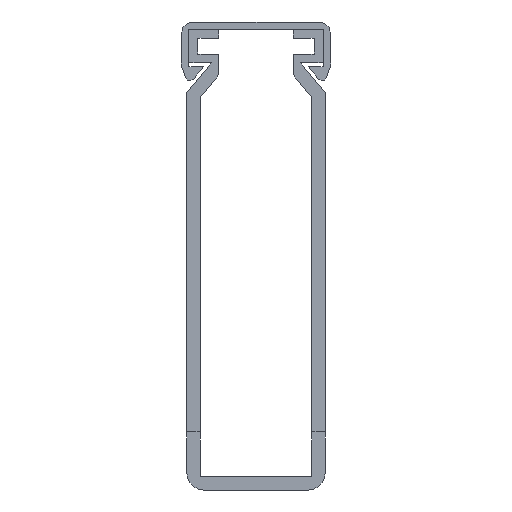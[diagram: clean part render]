
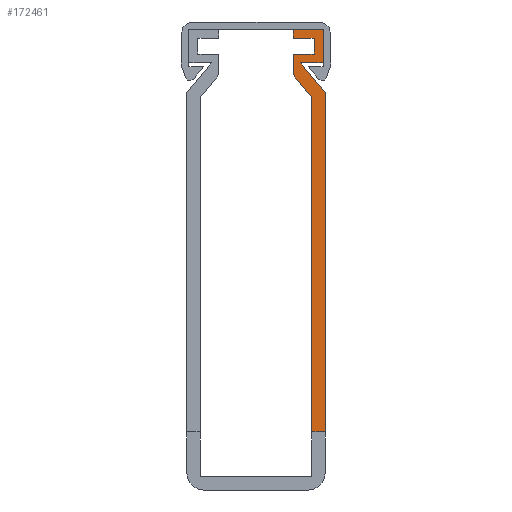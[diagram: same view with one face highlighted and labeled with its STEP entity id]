
A CAD part, left-side view. The second image highlights one B-rep face of the part: STEP entity #172461.
In plain terms, the highlighted planar face has unit normal (-1, 0, 0).
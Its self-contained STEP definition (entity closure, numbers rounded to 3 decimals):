
#603=DIRECTION('',(0.,0.,-1.));
#604=VECTOR('',#603,45.567);
#605=CARTESIAN_POINT('',(-1998.,-9.3,51.567));
#606=LINE('',#605,#604);
#11864=DIRECTION('',(0.,0.,-1.));
#11865=VECTOR('',#11864,44.912);
#11866=CARTESIAN_POINT('',(-1998.,-7.5,50.912));
#11867=LINE('',#11866,#11865);
#14260=DIRECTION('',(0.,0.643,0.766));
#14261=VECTOR('',#14260,5.134);
#14262=CARTESIAN_POINT('',(-1998.,-9.3,51.567));
#14263=LINE('',#14262,#14261);
#16676=DIRECTION('',(0.,-1.,0.));
#16677=VECTOR('',#16676,3.);
#16678=CARTESIAN_POINT('',(-1998.,-6.,55.5));
#16679=LINE('',#16678,#16677);
#19076=DIRECTION('',(0.,0.,1.));
#19077=VECTOR('',#19076,4.5);
#19078=CARTESIAN_POINT('',(-1998.,-9.,55.5));
#19079=LINE('',#19078,#19077);
#21476=DIRECTION('',(0.,1.,0.));
#21477=VECTOR('',#21476,4.);
#21478=CARTESIAN_POINT('',(-1998.,-9.,60.));
#21479=LINE('',#21478,#21477);
#23876=DIRECTION('',(0.,0.,-1.));
#23877=VECTOR('',#23876,1.2);
#23878=CARTESIAN_POINT('',(-1998.,-5.,60.));
#23879=LINE('',#23878,#23877);
#26276=DIRECTION('',(0.,-1.,0.));
#26277=VECTOR('',#26276,2.8);
#26278=CARTESIAN_POINT('',(-1998.,-5.,58.8));
#26279=LINE('',#26278,#26277);
#28676=DIRECTION('',(0.,0.,-1.));
#28677=VECTOR('',#28676,2.1);
#28678=CARTESIAN_POINT('',(-1998.,-7.8,58.8));
#28679=LINE('',#28678,#28677);
#31076=DIRECTION('',(0.,1.,0.));
#31077=VECTOR('',#31076,2.8);
#31078=CARTESIAN_POINT('',(-1998.,-7.8,56.7));
#31079=LINE('',#31078,#31077);
#33476=DIRECTION('',(0.,0.,-1.));
#33477=VECTOR('',#33476,2.809);
#33478=CARTESIAN_POINT('',(-1998.,-5.,56.7));
#33479=LINE('',#33478,#33477);
#35876=DIRECTION('',(0.,-0.643,-0.766));
#35877=VECTOR('',#35876,3.889);
#35878=CARTESIAN_POINT('',(-1998.,-5.,53.891));
#35879=LINE('',#35878,#35877);
#63056=DIRECTION('',(0.,1.,0.));
#63057=VECTOR('',#63056,1.8);
#63058=CARTESIAN_POINT('',(-1998.,-9.3,6.));
#63059=LINE('',#63058,#63057);
#83896=CARTESIAN_POINT('',(-1998.,-9.3,6.));
#83898=VERTEX_POINT('',#83896);
#83899=CARTESIAN_POINT('',(-1998.,-9.3,51.567));
#83900=VERTEX_POINT('',#83899);
#83908=CARTESIAN_POINT('',(-1998.,-7.5,6.));
#83910=VERTEX_POINT('',#83908);
#83911=CARTESIAN_POINT('',(-1998.,-7.5,50.912));
#83912=VERTEX_POINT('',#83911);
#83937=CARTESIAN_POINT('',(-1998.,-6.,55.5));
#83938=VERTEX_POINT('',#83937);
#83939=CARTESIAN_POINT('',(-1998.,-9.,55.5));
#83940=VERTEX_POINT('',#83939);
#83941=CARTESIAN_POINT('',(-1998.,-9.,60.));
#83942=VERTEX_POINT('',#83941);
#83943=CARTESIAN_POINT('',(-1998.,-5.,60.));
#83944=VERTEX_POINT('',#83943);
#83945=CARTESIAN_POINT('',(-1998.,-5.,58.8));
#83946=VERTEX_POINT('',#83945);
#83947=CARTESIAN_POINT('',(-1998.,-7.8,58.8));
#83948=VERTEX_POINT('',#83947);
#83949=CARTESIAN_POINT('',(-1998.,-7.8,56.7));
#83950=VERTEX_POINT('',#83949);
#83951=CARTESIAN_POINT('',(-1998.,-5.,56.7));
#83952=VERTEX_POINT('',#83951);
#83953=CARTESIAN_POINT('',(-1998.,-5.,53.891));
#83954=VERTEX_POINT('',#83953);
#172440=CARTESIAN_POINT('',(-1998.,-9.3,6.));
#172441=DIRECTION('',(1.,0.,0.));
#172442=DIRECTION('',(0.,0.,1.));
#172443=AXIS2_PLACEMENT_3D('',#172440,#172441,#172442);
#172444=PLANE('',#172443);
#172445=ORIENTED_EDGE('',*,*,#83968,.T.);
#172447=ORIENTED_EDGE('',*,*,#172446,.T.);
#172448=ORIENTED_EDGE('',*,*,#90500,.F.);
#172449=ORIENTED_EDGE('',*,*,#120485,.F.);
#172450=ORIENTED_EDGE('',*,*,#117687,.F.);
#172451=ORIENTED_EDGE('',*,*,#114690,.F.);
#172452=ORIENTED_EDGE('',*,*,#111693,.F.);
#172453=ORIENTED_EDGE('',*,*,#108696,.F.);
#172454=ORIENTED_EDGE('',*,*,#105699,.F.);
#172455=ORIENTED_EDGE('',*,*,#102702,.F.);
#172456=ORIENTED_EDGE('',*,*,#99705,.F.);
#172457=ORIENTED_EDGE('',*,*,#96708,.F.);
#172458=ORIENTED_EDGE('',*,*,#93561,.F.);
#172459=EDGE_LOOP('',(#172445,#172447,#172448,#172449,#172450,#172451,#172452,
#172453,#172454,#172455,#172456,#172457,#172458));
#172460=FACE_OUTER_BOUND('',#172459,.F.);
#172461=ADVANCED_FACE('',(#172460),#172444,.F.);
#83968=EDGE_CURVE('',#83900,#83898,#606,.T.);
#90500=EDGE_CURVE('',#83912,#83910,#11867,.T.);
#93561=EDGE_CURVE('',#83900,#83938,#14263,.T.);
#96708=EDGE_CURVE('',#83938,#83940,#16679,.T.);
#99705=EDGE_CURVE('',#83940,#83942,#19079,.T.);
#102702=EDGE_CURVE('',#83942,#83944,#21479,.T.);
#105699=EDGE_CURVE('',#83944,#83946,#23879,.T.);
#108696=EDGE_CURVE('',#83946,#83948,#26279,.T.);
#111693=EDGE_CURVE('',#83948,#83950,#28679,.T.);
#114690=EDGE_CURVE('',#83950,#83952,#31079,.T.);
#117687=EDGE_CURVE('',#83952,#83954,#33479,.T.);
#120485=EDGE_CURVE('',#83954,#83912,#35879,.T.);
#172446=EDGE_CURVE('',#83898,#83910,#63059,.T.);
